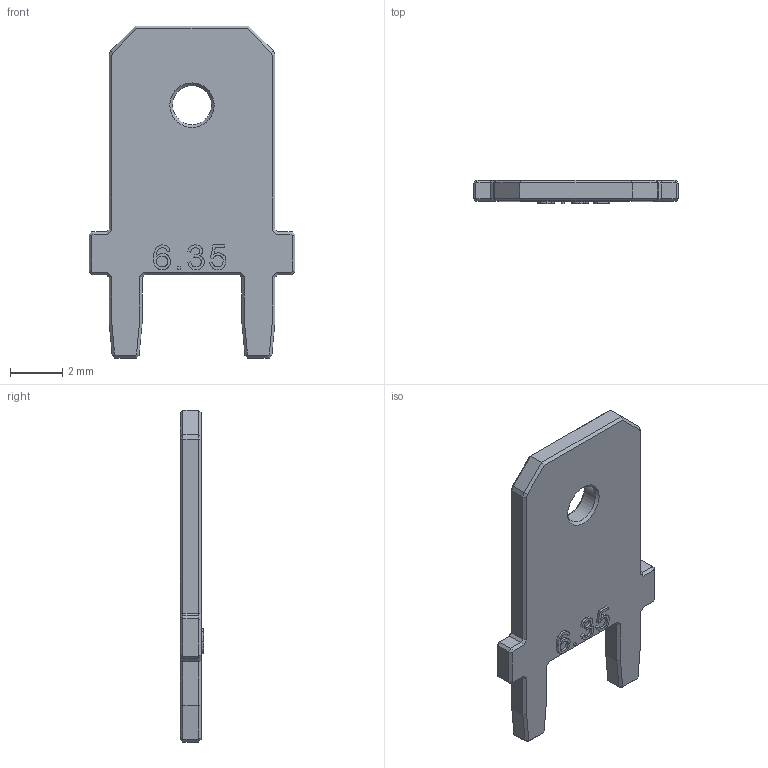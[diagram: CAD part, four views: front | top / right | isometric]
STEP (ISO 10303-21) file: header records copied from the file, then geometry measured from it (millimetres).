
FILE_DESCRIPTION(('FreeCAD Model'),'2;1');
FILE_NAME('Open CASCADE Shape Model','2024-06-27T10:43:42',(''),(''), 'Open CASCADE STEP processor 7.6','FreeCAD','Unknown');
FILE_SCHEMA(('AUTOMOTIVE_DESIGN { 1 0 10303 214 1 1 1 1 }'));
Length unit declared in the file: millimetre
Products named in the file (3): Faston6.35; Chamfer; Extrude
Assembly tree (2 placements, depth 2):
  Faston6.35
    Chamfer
    Extrude
Bounding box: 7.87 x 0.9 x 12.71 mm (x, y, z)
Volume: 53.9 mm3; surface area: 172.8 mm2
Topology: 5 solids, 5 shells, 211 faces, 525 edges, 324 vertices
Faces by surface type: plane 139, extrusion 69, cone 2, cylinder 1
Full cylindrical faces by diameter (mm): 1.5 x1
Entity records: 6272 total; most frequent: CARTESIAN_POINT 1477, ORIENTED_EDGE 1050, DIRECTION 750, EDGE_CURVE 525, VECTOR 452, LINE 383, VERTEX_POINT 324, FACE_BOUND 215
